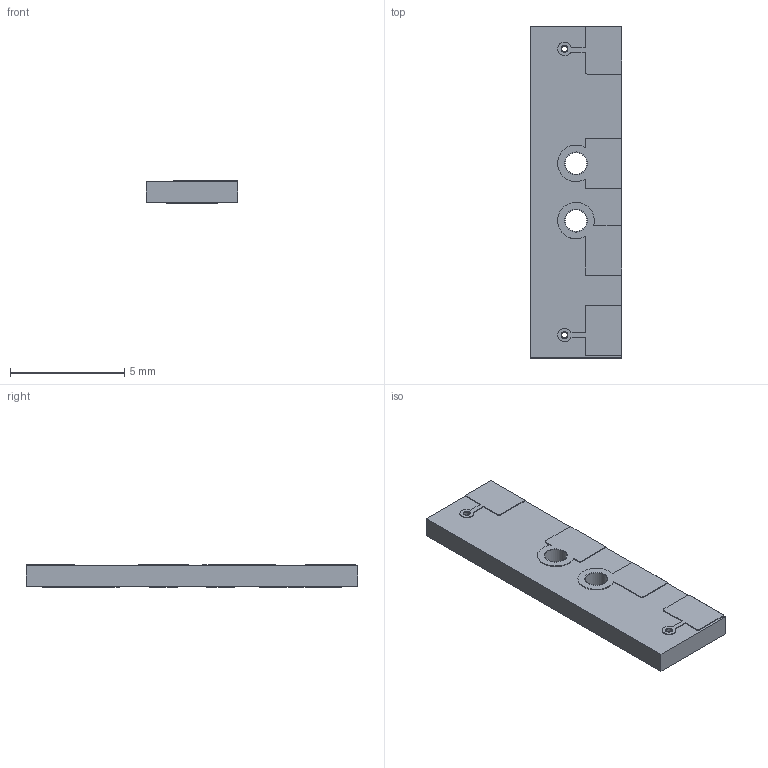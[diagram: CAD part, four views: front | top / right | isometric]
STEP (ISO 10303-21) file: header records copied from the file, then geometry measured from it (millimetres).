
FILE_DESCRIPTION(('KiCad electronic assembly'),'2;1');
FILE_NAME('button_board.step','2025-06-20T08:05:27',('Pcbnew'),('Kicad') ,'Open CASCADE STEP processor 7.8','KiCad to STEP converter','Unknown' );
FILE_SCHEMA(('AUTOMOTIVE_DESIGN { 1 0 10303 214 1 1 1 1 }'));
Length unit declared in the file: millimetre
Products named in the file (4): button_board 1; Pogo_Breakout_copper; Pogo_Breakout_via; Pogo_Breakout_PCB
Assembly tree (3 placements, depth 2):
  button_board 1
    Pogo_Breakout_copper
    Pogo_Breakout_via
    Pogo_Breakout_PCB
Bounding box: 4 x 14.5 x 0.98 mm (x, y, z)
Volume: 52.3 mm3; surface area: 223.9 mm2
Topology: 13 solids, 13 shells, 126 faces, 300 edges, 200 vertices
Faces by surface type: plane 90, cylinder 36
Full cylindrical faces by diameter (mm): 0.25 x2, 0.3 x8, 0.95 x2, 1 x8, 1.25 x2
Entity records: 3836 total; most frequent: DIRECTION 632, CARTESIAN_POINT 630, ORIENTED_EDGE 600, EDGE_CURVE 300, LINE 228, VECTOR 228, AXIS2_PLACEMENT_3D 202, VERTEX_POINT 200
